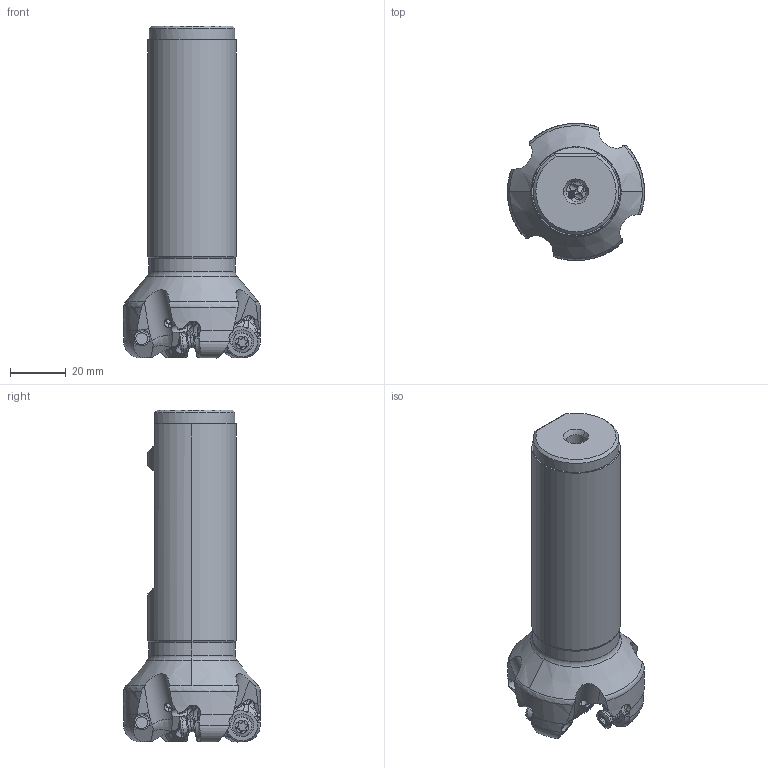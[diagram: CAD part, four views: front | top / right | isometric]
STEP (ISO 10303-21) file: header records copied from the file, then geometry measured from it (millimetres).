
FILE_DESCRIPTION(/* description */ (''),/* implementation_level */ '2;1');
FILE_NAME(/* name */ 'WWX400UR3204FA20M.stp',/* time_stamp */ '2020-04-21T17:34:13+09:00',/* author */ (''),/* organization */ (''),/* preprocessor_version */ 'ST-DEVELOPER v16',/* originating_system */ 'SIEMENS PLM Software NX 10.0',/* authorisation */ '');
FILE_SCHEMA (('AUTOMOTIVE_DESIGN { 1 0 10303 214 3 1 1 1 }'));
Length unit declared in the file: millimetre
Products named in the file (1): WWX400UR3204FA20M_ASM
Bounding box: 49.08 x 49.08 x 118.86 mm (x, y, z)
Volume: 97236.3 mm3; surface area: 20525.1 mm2
Topology: 5 solids, 5 shells, 543 faces, 1538 edges, 993 vertices
Faces by surface type: cylinder 209, plane 113, bspline 72, sphere 60, cone 37, torus 32, extrusion 20
Entity records: 37276 total; most frequent: CARTESIAN_POINT 24065, ORIENTED_EDGE 3020, DIRECTION 2387, EDGE_CURVE 1510, AXIS2_PLACEMENT_3D 1016, VERTEX_POINT 986, B_SPLINE_CURVE_WITH_KNOTS 654, EDGE_LOOP 568
